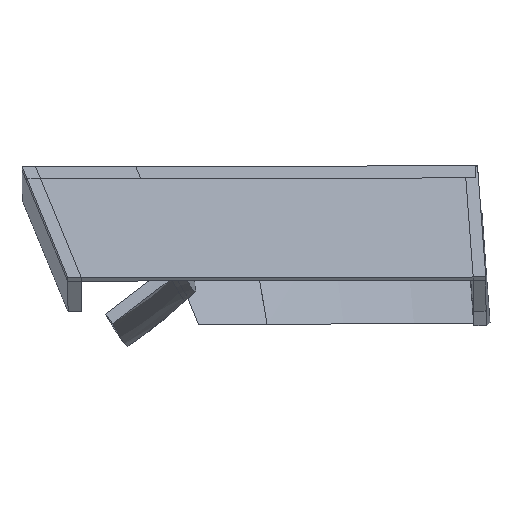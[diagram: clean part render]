
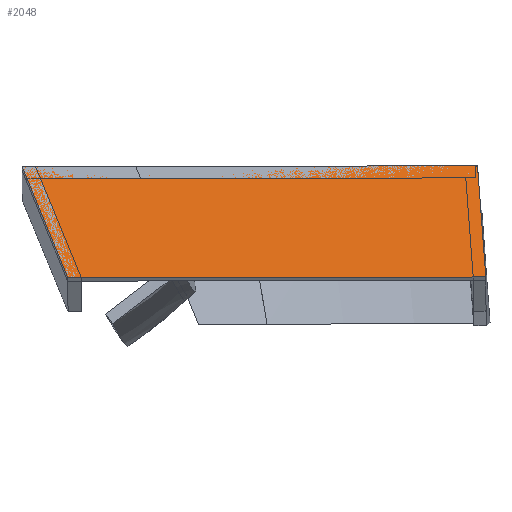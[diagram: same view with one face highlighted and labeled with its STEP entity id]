
A CAD part, left-side view. The second image highlights one B-rep face of the part: STEP entity #2048.
In plain terms, the highlighted planar face has unit normal (-0.963, 0.002, 0.271).
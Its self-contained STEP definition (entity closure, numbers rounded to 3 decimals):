
#307=FACE_OUTER_BOUND('',#404,.T.);
#404=EDGE_LOOP('',(#1781,#1782,#1783,#1784));
#589=LINE('',#4742,#796);
#590=LINE('',#4744,#797);
#591=LINE('',#4746,#798);
#592=LINE('',#4747,#799);
#796=VECTOR('',#2572,10.);
#797=VECTOR('',#2573,10.);
#798=VECTOR('',#2574,10.);
#799=VECTOR('',#2575,10.);
#1099=VERTEX_POINT('',#4740);
#1100=VERTEX_POINT('',#4741);
#1101=VERTEX_POINT('',#4743);
#1102=VERTEX_POINT('',#4745);
#1414=EDGE_CURVE('',#1099,#1100,#589,.F.);
#1415=EDGE_CURVE('',#1101,#1099,#590,.T.);
#1416=EDGE_CURVE('',#1102,#1101,#591,.T.);
#1417=EDGE_CURVE('',#1102,#1100,#592,.F.);
#1781=ORIENTED_EDGE('',*,*,#1414,.F.);
#1782=ORIENTED_EDGE('',*,*,#1415,.F.);
#1783=ORIENTED_EDGE('',*,*,#1416,.F.);
#1784=ORIENTED_EDGE('',*,*,#1417,.T.);
#1967=PLANE('',#2263);
#2048=ADVANCED_FACE('',(#307),#1967,.F.);
#2263=AXIS2_PLACEMENT_3D('',#4739,#2570,#2571);
#2570=DIRECTION('center_axis',(0.962,-0.002,-0.271));
#2571=DIRECTION('ref_axis',(-0.271,0.,-0.962));
#2572=DIRECTION('',(-0.253,-0.368,-0.895));
#2573=DIRECTION('',(0.002,1.,-0.002));
#2574=DIRECTION('',(-0.271,-0.072,-0.96));
#2575=DIRECTION('',(-0.002,-1.,0.002));
#4739=CARTESIAN_POINT('Origin',(-64.406,10.673,38.536));
#4740=CARTESIAN_POINT('',(-69.34,39.416,20.794));
#4741=CARTESIAN_POINT('',(-64.339,46.696,38.473));
#4742=CARTESIAN_POINT('',(-67.19,42.545,28.392));
#4743=CARTESIAN_POINT('',(-69.465,-27.098,20.911));
#4744=CARTESIAN_POINT('',(-69.394,10.239,20.845));
#4745=CARTESIAN_POINT('',(-64.475,-25.781,38.601));
#4746=CARTESIAN_POINT('',(-64.817,-25.871,37.389));
#4747=CARTESIAN_POINT('',(-64.441,-7.417,38.568));
